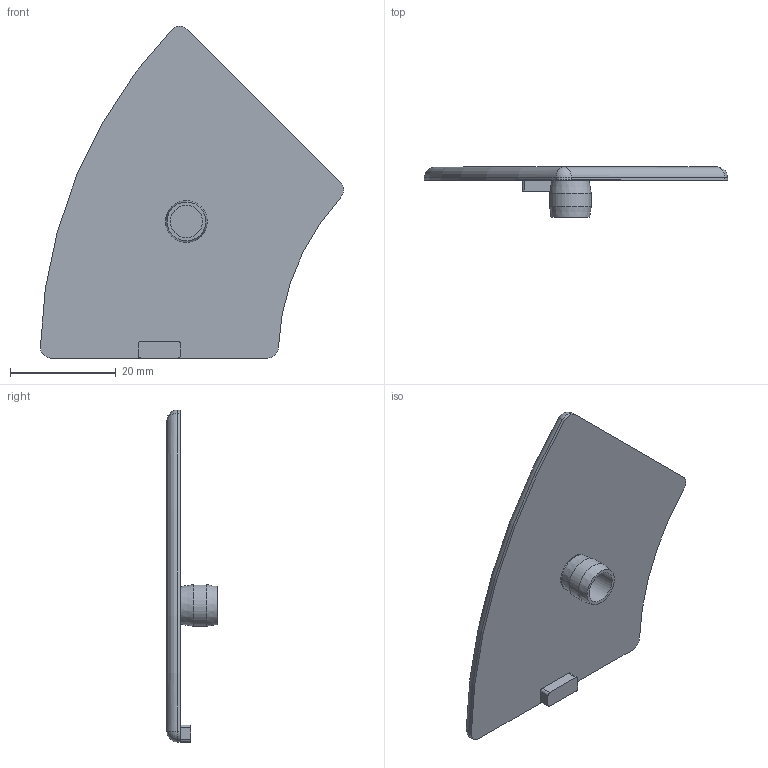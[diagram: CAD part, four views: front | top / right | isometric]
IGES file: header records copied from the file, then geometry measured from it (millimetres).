
Global section: file name: 224545R.stp.ipt; native system: Autodesk Inventor 2014; preprocessor: unknown; author: zeman; date: 20151020.095824; units: millimetre
Bounding box: 57.35 x 9.5 x 62.8 mm (x, y, z)
Volume: 5962.9 mm3; surface area: 5427.3 mm2
Topology: 1 solids, 1 shells, 33 faces, 80 edges, 47 vertices
Faces by surface type: cylinder 12, plane 10, revolution 5, sphere 4, cone 2
Full cylindrical faces by diameter (mm): 7.905 x1
